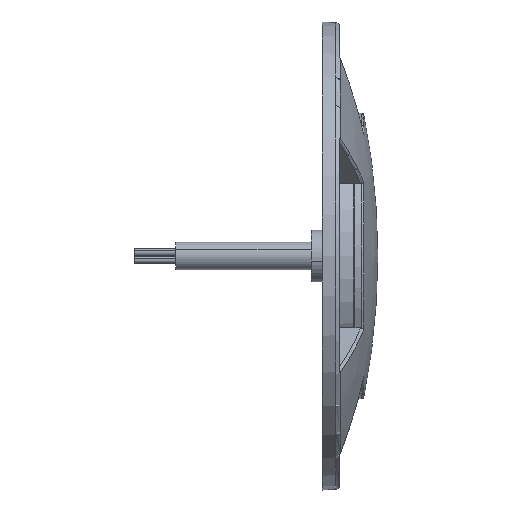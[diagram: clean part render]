
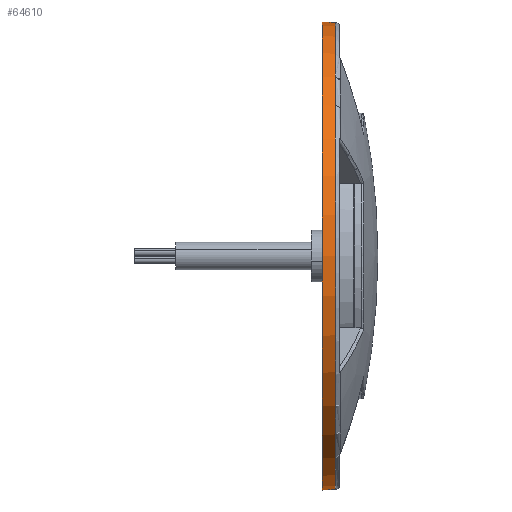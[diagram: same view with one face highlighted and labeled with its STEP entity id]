
A CAD part, top view. The second image highlights one B-rep face of the part: STEP entity #64610.
In plain terms, the highlighted conical face has half-angle 3.181 degrees and reference radius 84.5 mm.
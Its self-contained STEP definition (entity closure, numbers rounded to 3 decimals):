
#3407 = ORIENTED_EDGE ( 'NONE', *, *, #156579, .T. ) ;
#13687 = LINE ( 'NONE', #114288, #119942 ) ;
#16283 = EDGE_LOOP ( 'NONE', ( #69071, #115280, #3407, #131012 ) ) ;
#19269 = VERTEX_POINT ( 'NONE', #67931 ) ;
#19993 = LINE ( 'NONE', #73477, #74953 ) ;
#20592 = CONICAL_SURFACE ( 'NONE', #38438, 84.5, 0.056 ) ;
#31157 = DIRECTION ( 'NONE',  ( 0., -1., 0. ) ) ;
#33258 = VERTEX_POINT ( 'NONE', #52699 ) ;
#38438 = AXIS2_PLACEMENT_3D ( 'NONE', #98065, #163497, #111263 ) ;
#44403 = CARTESIAN_POINT ( 'NONE',  ( 1.651, 0., 0. ) ) ;
#52699 = CARTESIAN_POINT ( 'NONE',  ( 1.651, -84.241, 0. ) ) ;
#56433 = CIRCLE ( 'NONE', #98719, 84.5 ) ;
#62022 = DIRECTION ( 'NONE',  ( -0.998, -0.055, 0. ) ) ;
#63310 = DIRECTION ( 'NONE',  ( -0.998, 0.055, 0. ) ) ;
#64610 = ADVANCED_FACE ( 'NONE', ( #96059 ), #20592, .T. ) ;
#67931 = CARTESIAN_POINT ( 'NONE',  ( -3., 84.5, 0. ) ) ;
#69071 = ORIENTED_EDGE ( 'NONE', *, *, #130724, .F. ) ;
#73477 = CARTESIAN_POINT ( 'NONE',  ( -3., -84.5, 0. ) ) ;
#74953 = VECTOR ( 'NONE', #62022, 1000. ) ;
#82310 = AXIS2_PLACEMENT_3D ( 'NONE', #44403, #121132, #135387 ) ;
#93635 = VERTEX_POINT ( 'NONE', #167847 ) ;
#96059 = FACE_OUTER_BOUND ( 'NONE', #16283, .T. ) ;
#98065 = CARTESIAN_POINT ( 'NONE',  ( -3., 0., 0. ) ) ;
#98465 = CARTESIAN_POINT ( 'NONE',  ( -3., 0., 0. ) ) ;
#98719 = AXIS2_PLACEMENT_3D ( 'NONE', #98465, #161651, #31157 ) ;
#111263 = DIRECTION ( 'NONE',  ( 0., 1., 0. ) ) ;
#113503 = EDGE_CURVE ( 'NONE', #33258, #140687, #168280, .T. ) ;
#114288 = CARTESIAN_POINT ( 'NONE',  ( -3., 84.5, 0. ) ) ;
#115280 = ORIENTED_EDGE ( 'NONE', *, *, #113503, .T. ) ;
#119942 = VECTOR ( 'NONE', #63310, 1000. ) ;
#121132 = DIRECTION ( 'NONE',  ( -1., 0., 0. ) ) ;
#124906 = CARTESIAN_POINT ( 'NONE',  ( 1.651, 84.241, 0. ) ) ;
#130724 = EDGE_CURVE ( 'NONE', #33258, #93635, #19993, .T. ) ;
#131012 = ORIENTED_EDGE ( 'NONE', *, *, #137678, .T. ) ;
#135387 = DIRECTION ( 'NONE',  ( 0., -1., 0. ) ) ;
#137678 = EDGE_CURVE ( 'NONE', #19269, #93635, #56433, .T. ) ;
#140687 = VERTEX_POINT ( 'NONE', #124906 ) ;
#156579 = EDGE_CURVE ( 'NONE', #140687, #19269, #13687, .T. ) ;
#161651 = DIRECTION ( 'NONE',  ( 1., 0., 0. ) ) ;
#163497 = DIRECTION ( 'NONE',  ( -1., 0., 0. ) ) ;
#167847 = CARTESIAN_POINT ( 'NONE',  ( -3., -84.5, 0. ) ) ;
#168280 = CIRCLE ( 'NONE', #82310, 84.241 ) ;
